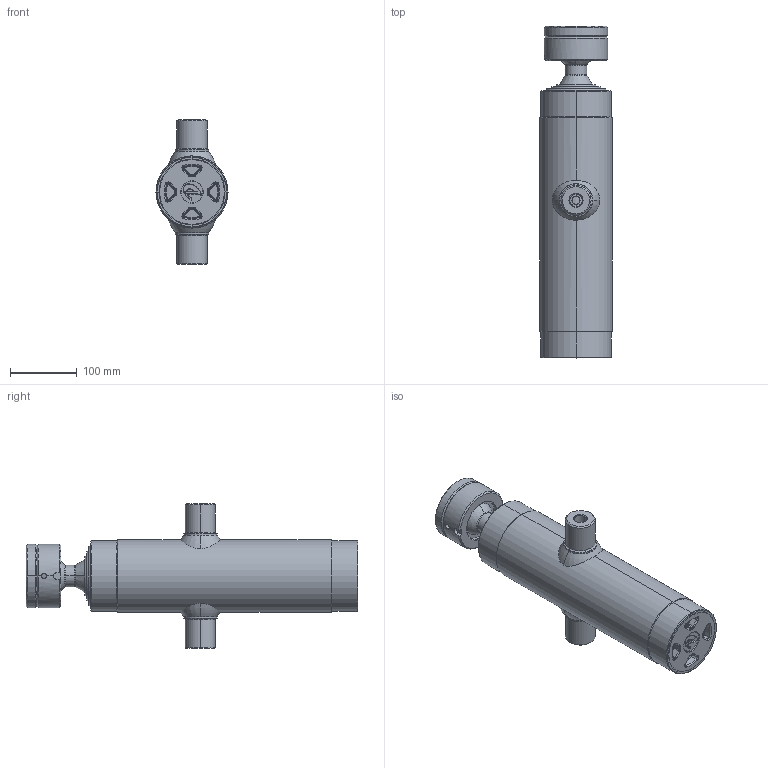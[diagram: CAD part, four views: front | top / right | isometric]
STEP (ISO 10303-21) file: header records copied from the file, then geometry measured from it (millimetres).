
FILE_DESCRIPTION (( 'STEP AP203' ), '1' );
FILE_NAME ('307.BGIRZ.STEP', '2021-06-28T10:54:24', ( '' ), ( '' ), 'SwSTEP 2.0', 'SolidWorks 2019', '' );
FILE_SCHEMA (( 'CONFIG_CONTROL_DESIGN' ));
Length unit declared in the file: millimetre
Products named in the file (1): 307.BGIRZ
Bounding box: 108 x 497 x 217 mm (x, y, z)
Surface area: 463764.8 mm2 (no closed solid volume)
Topology: 0 solids, 15 shells, 264 faces, 684 edges, 427 vertices
Faces by surface type: torus 76, cone 73, cylinder 72, plane 35, bspline 6, sphere 2
Entity records: 9692 total; most frequent: CARTESIAN_POINT 3131, DIRECTION 1538, ORIENTED_EDGE 1199, EDGE_CURVE 678, AXIS2_PLACEMENT_3D 661, VERTEX_POINT 424, CIRCLE 402, EDGE_LOOP 279
